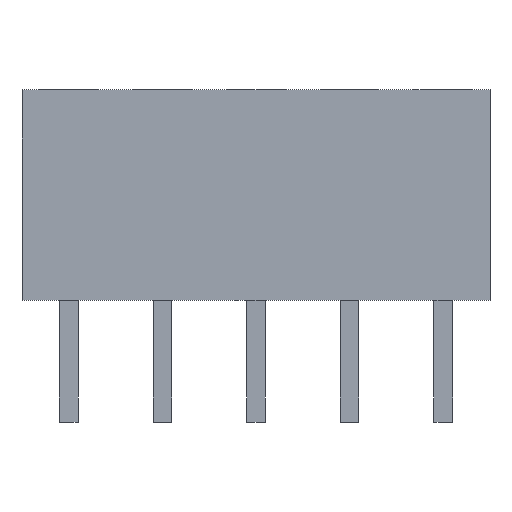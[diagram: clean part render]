
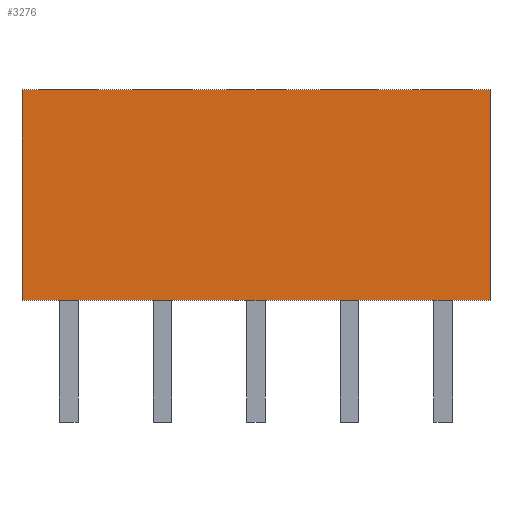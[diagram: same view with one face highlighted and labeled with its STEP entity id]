
A CAD part, front view. The second image highlights one B-rep face of the part: STEP entity #3276.
In plain terms, the highlighted planar face has unit normal (0, -1, 0).
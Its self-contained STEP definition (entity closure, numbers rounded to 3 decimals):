
#150=FACE_OUTER_BOUND('',#355,.T.);
#355=EDGE_LOOP('',(#2411,#2412,#2413,#2414));
#518=LINE('',#4576,#942);
#610=LINE('',#4845,#1034);
#614=LINE('',#4852,#1038);
#635=LINE('',#4894,#1059);
#942=VECTOR('',#3677,4.5);
#1034=VECTOR('',#3943,4.5);
#1038=VECTOR('',#3951,10.);
#1059=VECTOR('',#3974,10.);
#1366=VERTEX_POINT('',#4573);
#1367=VERTEX_POINT('',#4575);
#1456=VERTEX_POINT('',#4842);
#1457=VERTEX_POINT('',#4844);
#1662=EDGE_CURVE('',#1367,#1366,#518,.T.);
#1794=EDGE_CURVE('',#1456,#1457,#610,.T.);
#1798=EDGE_CURVE('',#1366,#1457,#614,.T.);
#1819=EDGE_CURVE('',#1367,#1456,#635,.T.);
#2411=ORIENTED_EDGE('',*,*,#1662,.T.);
#2412=ORIENTED_EDGE('',*,*,#1798,.T.);
#2413=ORIENTED_EDGE('',*,*,#1794,.F.);
#2414=ORIENTED_EDGE('',*,*,#1819,.F.);
#3081=PLANE('',#3525);
#3276=ADVANCED_FACE('',(#150),#3081,.T.);
#3525=AXIS2_PLACEMENT_3D('',#4893,#3972,#3973);
#3677=DIRECTION('',(0.,0.,-1.));
#3943=DIRECTION('',(0.,0.,-1.));
#3951=DIRECTION('',(1.,0.,0.));
#3972=DIRECTION('center_axis',(0.,-1.,0.));
#3973=DIRECTION('ref_axis',(0.,0.,-1.));
#3974=DIRECTION('',(1.,0.,0.));
#4573=CARTESIAN_POINT('',(-5.,-2.03,-4.5));
#4575=CARTESIAN_POINT('',(-5.,-2.03,0.));
#4576=CARTESIAN_POINT('',(-5.,-2.03,0.));
#4842=CARTESIAN_POINT('',(5.,-2.03,0.));
#4844=CARTESIAN_POINT('',(5.,-2.03,-4.5));
#4845=CARTESIAN_POINT('',(5.,-2.03,0.));
#4852=CARTESIAN_POINT('',(-5.,-2.03,-4.5));
#4893=CARTESIAN_POINT('Origin',(-5.,-2.03,0.));
#4894=CARTESIAN_POINT('',(-5.,-2.03,0.));
